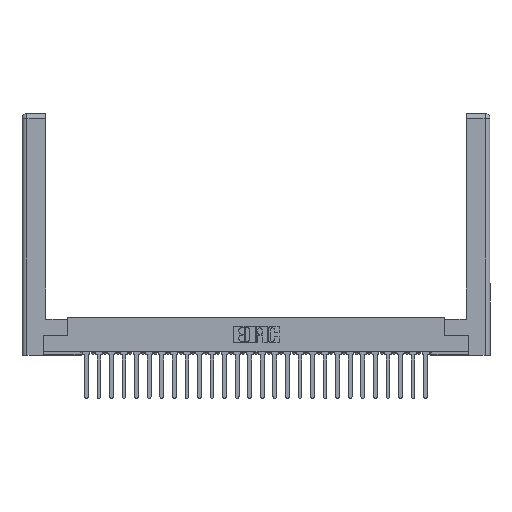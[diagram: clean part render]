
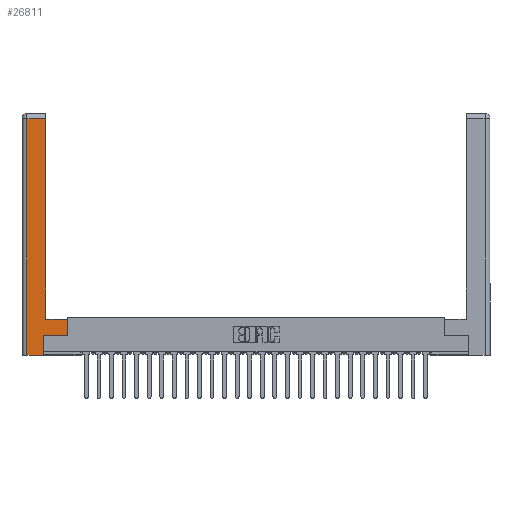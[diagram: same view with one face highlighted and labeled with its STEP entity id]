
A CAD part, top view. The second image highlights one B-rep face of the part: STEP entity #26811.
In plain terms, the highlighted planar face has unit normal (0, 0, 1).
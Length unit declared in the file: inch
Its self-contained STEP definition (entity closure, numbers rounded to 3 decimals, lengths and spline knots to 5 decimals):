
#178 = CARTESIAN_POINT ( 'NONE',  ( 0.265, 0., 0. ) ) ;
#541 = DIRECTION ( 'NONE',  ( -1., 0., 0. ) ) ;
#630 = DIRECTION ( 'NONE',  ( 1., 0., 0. ) ) ;
#1371 = VECTOR ( 'NONE', #21188, 39.37008 ) ;
#1750 = LINE ( 'NONE', #18807, #21796 ) ;
#1762 = DIRECTION ( 'NONE',  ( 0., 1., 0. ) ) ;
#3448 = EDGE_CURVE ( 'NONE', #11574, #24285, #17688, .T. ) ;
#3784 = ORIENTED_EDGE ( 'NONE', *, *, #7857, .T. ) ;
#4462 = EDGE_CURVE ( 'NONE', #28275, #26911, #9847, .T. ) ;
#4471 = ORIENTED_EDGE ( 'NONE', *, *, #7528, .T. ) ;
#4760 = LINE ( 'NONE', #20828, #19235 ) ;
#5080 = VECTOR ( 'NONE', #24222, 39.37008 ) ;
#5103 = DIRECTION ( 'NONE',  ( 0., 1., 0. ) ) ;
#5431 = VERTEX_POINT ( 'NONE', #17525 ) ;
#5817 = CARTESIAN_POINT ( 'NONE',  ( 0.265, 0., 0. ) ) ;
#6010 = CARTESIAN_POINT ( 'NONE',  ( 0.265, 0.245, 0. ) ) ;
#6997 = DIRECTION ( 'NONE',  ( 1., 0., 0. ) ) ;
#7528 = EDGE_CURVE ( 'NONE', #8553, #13048, #21331, .T. ) ;
#7857 = EDGE_CURVE ( 'NONE', #26911, #5431, #1750, .T. ) ;
#8102 = AXIS2_PLACEMENT_3D ( 'NONE', #13964, #25161, #541 ) ;
#8254 = VECTOR ( 'NONE', #1762, 39.37008 ) ;
#8396 = CARTESIAN_POINT ( 'NONE',  ( 0.565, 0.45, 0. ) ) ;
#8553 = VERTEX_POINT ( 'NONE', #5817 ) ;
#8702 = CARTESIAN_POINT ( 'NONE',  ( 0.565, 0.245, 0. ) ) ;
#9847 = LINE ( 'NONE', #14656, #1371 ) ;
#9873 = VERTEX_POINT ( 'NONE', #8702 ) ;
#9967 = CARTESIAN_POINT ( 'NONE',  ( 0.0615, 2.94, 0. ) ) ;
#10222 = ORIENTED_EDGE ( 'NONE', *, *, #12603, .T. ) ;
#10606 = VECTOR ( 'NONE', #13323, 39.37008 ) ;
#11574 = VERTEX_POINT ( 'NONE', #9967 ) ;
#11937 = ORIENTED_EDGE ( 'NONE', *, *, #26948, .T. ) ;
#12603 = EDGE_CURVE ( 'NONE', #24285, #8553, #17707, .T. ) ;
#12747 = CARTESIAN_POINT ( 'NONE',  ( 0.565, 0.45, 0. ) ) ;
#13048 = VERTEX_POINT ( 'NONE', #28376 ) ;
#13323 = DIRECTION ( 'NONE',  ( 0., -1., 0. ) ) ;
#13964 = CARTESIAN_POINT ( 'NONE',  ( 0., 0., 0. ) ) ;
#14656 = CARTESIAN_POINT ( 'NONE',  ( 0.295, 0.45, 0. ) ) ;
#16936 = CARTESIAN_POINT ( 'NONE',  ( 0.295, 0.45, 0. ) ) ;
#17525 = CARTESIAN_POINT ( 'NONE',  ( 0.295, 2.94, 0. ) ) ;
#17688 = LINE ( 'NONE', #26909, #10606 ) ;
#17707 = LINE ( 'NONE', #178, #26595 ) ;
#17945 = EDGE_CURVE ( 'NONE', #5431, #11574, #4760, .T. ) ;
#18604 = CARTESIAN_POINT ( 'NONE',  ( 0.565, 0.245, 0. ) ) ;
#18807 = CARTESIAN_POINT ( 'NONE',  ( 0.295, 3., 0. ) ) ;
#19235 = VECTOR ( 'NONE', #27749, 39.37008 ) ;
#19709 = LINE ( 'NONE', #18604, #27141 ) ;
#20568 = ORIENTED_EDGE ( 'NONE', *, *, #24953, .T. ) ;
#20815 = CARTESIAN_POINT ( 'NONE',  ( 0.0615, 0., 0. ) ) ;
#20828 = CARTESIAN_POINT ( 'NONE',  ( 0.0615, 2.94, 0. ) ) ;
#21188 = DIRECTION ( 'NONE',  ( -1., 0., 0. ) ) ;
#21331 = LINE ( 'NONE', #6010, #8254 ) ;
#21796 = VECTOR ( 'NONE', #5103, 39.37008 ) ;
#21994 = EDGE_LOOP ( 'NONE', ( #3784, #29175, #28889, #10222, #4471, #20568, #11937, #24192 ) ) ;
#24192 = ORIENTED_EDGE ( 'NONE', *, *, #4462, .T. ) ;
#24222 = DIRECTION ( 'NONE',  ( 0., 1., 0. ) ) ;
#24285 = VERTEX_POINT ( 'NONE', #20815 ) ;
#24953 = EDGE_CURVE ( 'NONE', #13048, #9873, #19709, .T. ) ;
#25161 = DIRECTION ( 'NONE',  ( 0., 0., -1. ) ) ;
#26334 = FACE_OUTER_BOUND ( 'NONE', #21994, .T. ) ;
#26595 = VECTOR ( 'NONE', #6997, 39.37008 ) ;
#26811 = ADVANCED_FACE ( 'NONE', ( #26334 ), #27514, .F. ) ;
#26909 = CARTESIAN_POINT ( 'NONE',  ( 0.0615, 0., 0. ) ) ;
#26911 = VERTEX_POINT ( 'NONE', #16936 ) ;
#26948 = EDGE_CURVE ( 'NONE', #9873, #28275, #28394, .T. ) ;
#27141 = VECTOR ( 'NONE', #630, 39.37008 ) ;
#27514 = PLANE ( 'NONE',  #8102 ) ;
#27749 = DIRECTION ( 'NONE',  ( -1., 0., 0. ) ) ;
#28275 = VERTEX_POINT ( 'NONE', #12747 ) ;
#28376 = CARTESIAN_POINT ( 'NONE',  ( 0.265, 0.245, 0. ) ) ;
#28394 = LINE ( 'NONE', #8396, #5080 ) ;
#28889 = ORIENTED_EDGE ( 'NONE', *, *, #3448, .T. ) ;
#29175 = ORIENTED_EDGE ( 'NONE', *, *, #17945, .T. ) ;
